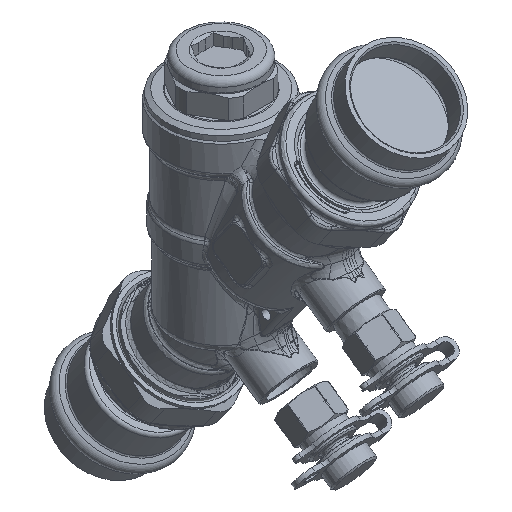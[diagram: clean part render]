
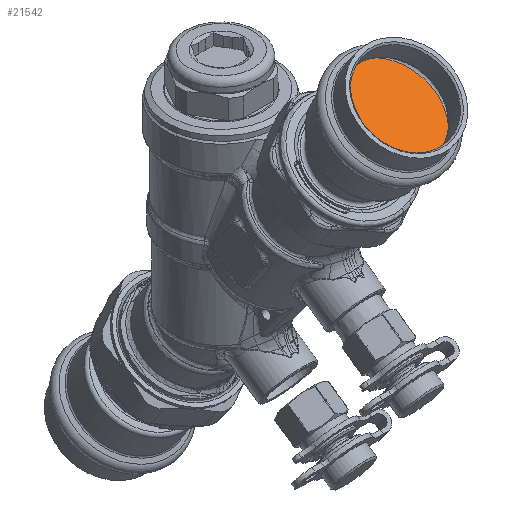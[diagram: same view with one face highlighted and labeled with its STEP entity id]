
A CAD part, isometric view. The second image highlights one B-rep face of the part: STEP entity #21542.
In plain terms, the highlighted planar face has unit normal (0, -0.574, 0.819).
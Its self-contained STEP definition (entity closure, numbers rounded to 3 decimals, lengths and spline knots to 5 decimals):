
#2855=PLANE('',#23258);
#4154=FACE_OUTER_BOUND('',#5513,.T.);
#5513=EDGE_LOOP('',(#18616));
#6499=CIRCLE('',#23259,0.64302);
#9279=VERTEX_POINT('',#147590);
#12397=EDGE_CURVE('',#9279,#9279,#6499,.T.);
#18616=ORIENTED_EDGE('',*,*,#12397,.T.);
#21542=ADVANCED_FACE('',(#4154),#2855,.T.);
#23258=AXIS2_PLACEMENT_3D('',#147589,#27099,#27100);
#23259=AXIS2_PLACEMENT_3D('',#147591,#27101,#27102);
#27099=DIRECTION('center_axis',(0.,-0.574,
0.819));
#27100=DIRECTION('ref_axis',(0.819,-0.47,-0.329));
#27101=DIRECTION('center_axis',(0.,-0.574,
0.819));
#27102=DIRECTION('ref_axis',(0.819,-0.47,-0.329));
#147589=CARTESIAN_POINT('Origin',(0.,-2.22111,
0.7723));
#147590=CARTESIAN_POINT('',(-0.52673,-1.91899,0.98385));
#147591=CARTESIAN_POINT('Origin',(0.,-2.22111,
0.7723));
